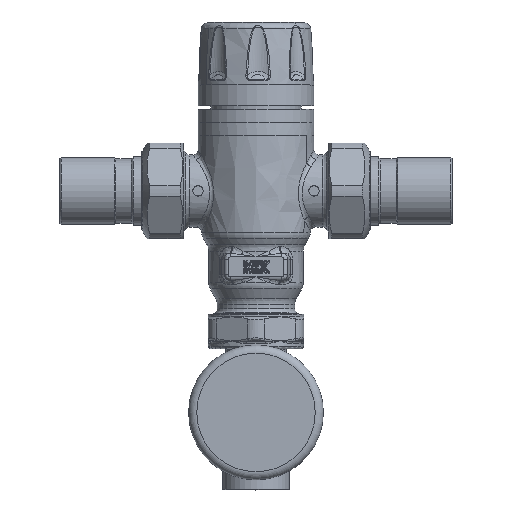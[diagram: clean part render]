
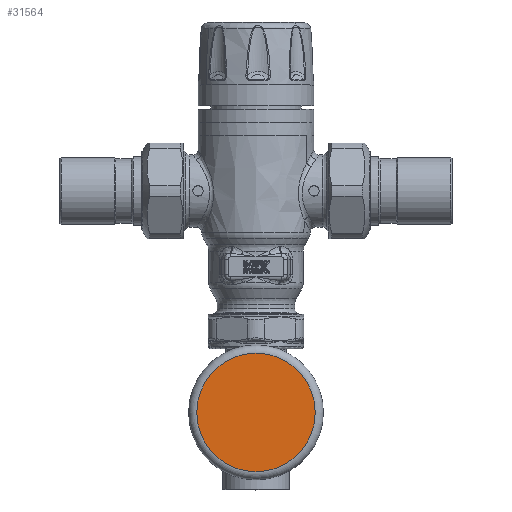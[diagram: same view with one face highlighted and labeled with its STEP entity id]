
A CAD part, top view. The second image highlights one B-rep face of the part: STEP entity #31564.
In plain terms, the highlighted planar face has unit normal (0, 0, 1).
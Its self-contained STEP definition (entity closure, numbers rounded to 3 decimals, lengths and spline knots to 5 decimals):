
#1954=PLANE('',#35018);
#3834=FACE_OUTER_BOUND('',#5890,.T.);
#5890=EDGE_LOOP('',(#27300));
#7616=CIRCLE('',#35012,0.905);
#14092=VERTEX_POINT('',#120106);
#18506=EDGE_CURVE('',#14092,#14092,#7616,.T.);
#27300=ORIENTED_EDGE('',*,*,#18506,.F.);
#31564=ADVANCED_FACE('',(#3834),#1954,.T.);
#35012=AXIS2_PLACEMENT_3D('',#120107,#42868,#42869);
#35018=AXIS2_PLACEMENT_3D('',#120117,#42881,#42882);
#42868=DIRECTION('center_axis',(0.,0.,-1.));
#42869=DIRECTION('ref_axis',(-1.,0.,0.));
#42881=DIRECTION('center_axis',(0.,0.,1.));
#42882=DIRECTION('ref_axis',(1.,0.,0.));
#120106=CARTESIAN_POINT('',(-0.905,0.,0.41));
#120107=CARTESIAN_POINT('Origin',(0.,0.,0.41));
#120117=CARTESIAN_POINT('Origin',(0.,0.,0.41));
